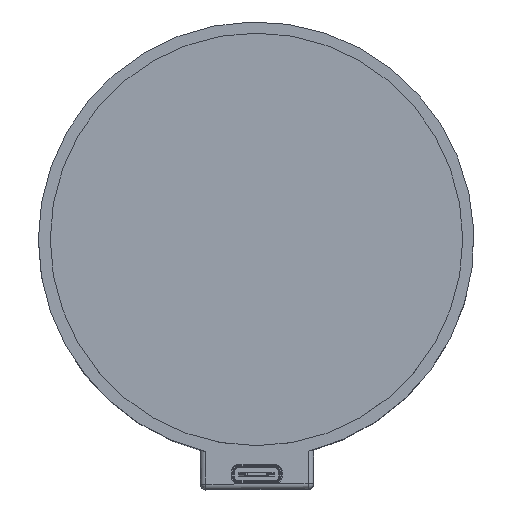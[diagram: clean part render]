
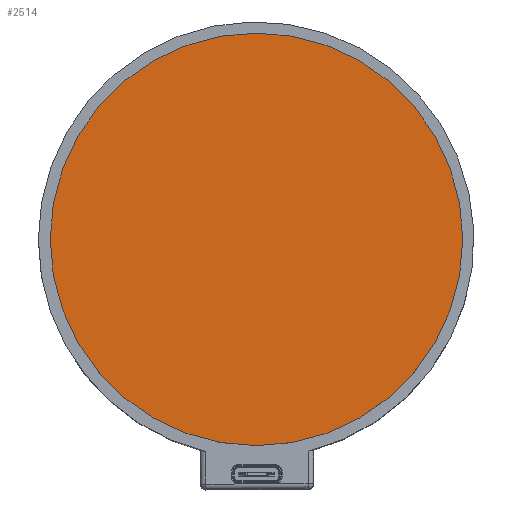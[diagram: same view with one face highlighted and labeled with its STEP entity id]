
A CAD part, top view. The second image highlights one B-rep face of the part: STEP entity #2514.
In plain terms, the highlighted planar face has unit normal (0, 0, 1).
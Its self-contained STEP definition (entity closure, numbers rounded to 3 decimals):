
#2461=CARTESIAN_POINT('',(-37.65,0.,90.726));
#2462=VERTEX_POINT('',#2461);
#2469=CARTESIAN_POINT('',(37.65,-0.,90.726));
#2470=VERTEX_POINT('',#2469);
#2471=CARTESIAN_POINT('',(0.,0.,90.726));
#2472=DIRECTION('',(0.,0.,1.));
#2473=DIRECTION('',(1.,0.,-0.));
#2474=AXIS2_PLACEMENT_3D('',#2471,#2472,#2473);
#2475=CIRCLE('',#2474,37.65);
#2476=EDGE_CURVE('',#2470,#2462,#2475,.T.);
#2478=CARTESIAN_POINT('',(0.,0.,90.726));
#2479=DIRECTION('',(0.,0.,1.));
#2480=DIRECTION('',(1.,0.,-0.));
#2481=AXIS2_PLACEMENT_3D('',#2478,#2479,#2480);
#2482=CIRCLE('',#2481,37.65);
#2483=EDGE_CURVE('',#2462,#2470,#2482,.T.);
#2505=CARTESIAN_POINT('',(0.,0.,90.726));
#2506=DIRECTION('',(0.,0.,1.));
#2507=DIRECTION('',(1.,0.,0.));
#2508=AXIS2_PLACEMENT_3D('',#2505,#2506,#2507);
#2509=PLANE('',#2508);
#2510=ORIENTED_EDGE('',*,*,#2476,.T.);
#2511=ORIENTED_EDGE('',*,*,#2483,.T.);
#2512=EDGE_LOOP('',(#2510,#2511));
#2513=FACE_BOUND('',#2512,.T.);
#2514=ADVANCED_FACE('',(#2513),#2509,.T.);
